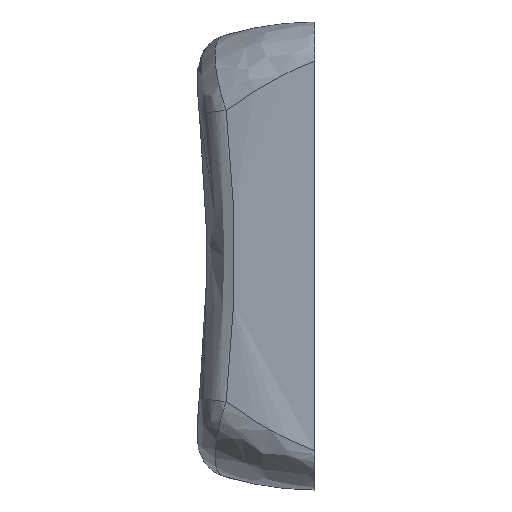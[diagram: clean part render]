
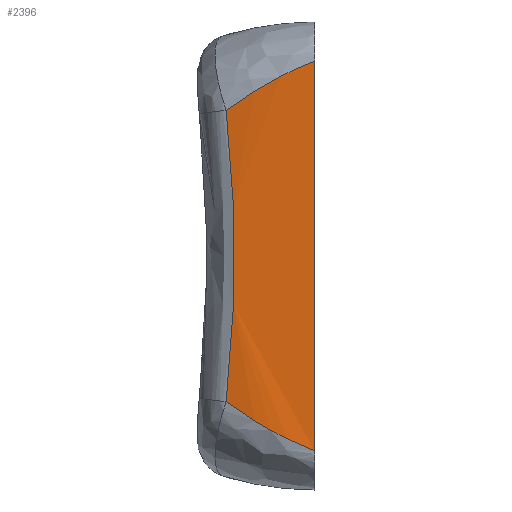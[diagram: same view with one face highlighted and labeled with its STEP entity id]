
A CAD part, left-side view. The second image highlights one B-rep face of the part: STEP entity #2396.
In plain terms, the highlighted free-form (B-spline) face has degree [1, 2] with [2, 3] control points.
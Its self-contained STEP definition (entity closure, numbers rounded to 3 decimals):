
#16=(
BOUNDED_SURFACE()
B_SPLINE_SURFACE(1,2,((#4388,#4389,#4390),(#4391,#4392,#4393)),
 .UNSPECIFIED.,.F.,.F.,.F.)
B_SPLINE_SURFACE_WITH_KNOTS((2,2),(3,3),(-0.239,0.239),
(-0.164,0.),.UNSPECIFIED.)
GEOMETRIC_REPRESENTATION_ITEM()
RATIONAL_B_SPLINE_SURFACE(((1.,0.997,1.),(1.,0.997,
1.)))
REPRESENTATION_ITEM('')
SURFACE()
);
#258=FACE_OUTER_BOUND('',#389,.T.);
#389=EDGE_LOOP('',(#2141,#2142,#2143,#2144,#2145,#2146));
#638=LINE('',#4405,#866);
#866=VECTOR('',#2990,10.);
#944=B_SPLINE_CURVE_WITH_KNOTS('',3,(#4361,#4362,#4363,#4364),
 .UNSPECIFIED.,.F.,.F.,(4,4),(0.,0.256),
 .UNSPECIFIED.);
#945=B_SPLINE_CURVE_WITH_KNOTS('',3,(#4366,#4367,#4368,#4369),
 .UNSPECIFIED.,.F.,.F.,(4,4),(0.256,0.385),
 .UNSPECIFIED.);
#948=B_SPLINE_CURVE_WITH_KNOTS('',3,(#4396,#4397,#4398,#4399),
 .UNSPECIFIED.,.F.,.F.,(4,4),(0.033,0.162),
 .UNSPECIFIED.);
#949=B_SPLINE_CURVE_WITH_KNOTS('',3,(#4400,#4401,#4402,#4403),
 .UNSPECIFIED.,.F.,.F.,(4,4),(-1.116,0.),.UNSPECIFIED.);
#950=B_SPLINE_CURVE_WITH_KNOTS('',3,(#4406,#4407,#4408,#4409),
 .UNSPECIFIED.,.F.,.F.,(4,4),(0.162,0.418),
 .UNSPECIFIED.);
#1186=VERTEX_POINT('',#4352);
#1187=VERTEX_POINT('',#4360);
#1188=VERTEX_POINT('',#4365);
#1190=VERTEX_POINT('',#4394);
#1191=VERTEX_POINT('',#4395);
#1192=VERTEX_POINT('',#4404);
#1517=EDGE_CURVE('',#1186,#1187,#944,.T.);
#1518=EDGE_CURVE('',#1187,#1188,#945,.T.);
#1521=EDGE_CURVE('',#1190,#1191,#948,.T.);
#1522=EDGE_CURVE('',#1188,#1190,#949,.T.);
#1523=EDGE_CURVE('',#1192,#1186,#638,.T.);
#1524=EDGE_CURVE('',#1191,#1192,#950,.T.);
#2141=ORIENTED_EDGE('',*,*,#1521,.F.);
#2142=ORIENTED_EDGE('',*,*,#1522,.F.);
#2143=ORIENTED_EDGE('',*,*,#1518,.F.);
#2144=ORIENTED_EDGE('',*,*,#1517,.F.);
#2145=ORIENTED_EDGE('',*,*,#1523,.F.);
#2146=ORIENTED_EDGE('',*,*,#1524,.F.);
#2396=ADVANCED_FACE('',(#258),#16,.F.);
#2990=DIRECTION('',(0.,0.,-1.));
#4352=CARTESIAN_POINT('',(-13.425,3.5,-7.45));
#4360=CARTESIAN_POINT('',(-13.233,5.8,-6.305));
#4361=CARTESIAN_POINT('Ctrl Pts',(-13.425,3.5,-7.45));
#4362=CARTESIAN_POINT('Ctrl Pts',(-13.425,4.291,-7.144));
#4363=CARTESIAN_POINT('Ctrl Pts',(-13.355,5.065,-6.758));
#4364=CARTESIAN_POINT('Ctrl Pts',(-13.233,5.8,-6.305));
#4365=CARTESIAN_POINT('',(-13.009,6.882,-5.571));
#4366=CARTESIAN_POINT('Ctrl Pts',(-13.233,5.8,-6.305));
#4367=CARTESIAN_POINT('Ctrl Pts',(-13.171,6.171,-6.077));
#4368=CARTESIAN_POINT('Ctrl Pts',(-13.095,6.533,-5.832));
#4369=CARTESIAN_POINT('Ctrl Pts',(-13.009,6.882,-5.571));
#4388=CARTESIAN_POINT('Ctrl Pts',(-13.009,6.882,-7.45));
#4389=CARTESIAN_POINT('Ctrl Pts',(-13.425,5.202,-7.45));
#4390=CARTESIAN_POINT('Ctrl Pts',(-13.425,3.5,-7.45));
#4391=CARTESIAN_POINT('Ctrl Pts',(-13.009,6.882,7.45));
#4392=CARTESIAN_POINT('Ctrl Pts',(-13.425,5.202,7.45));
#4393=CARTESIAN_POINT('Ctrl Pts',(-13.425,3.5,7.45));
#4394=CARTESIAN_POINT('',(-13.009,6.882,5.571));
#4395=CARTESIAN_POINT('',(-13.233,5.8,6.305));
#4396=CARTESIAN_POINT('Ctrl Pts',(-13.009,6.882,5.571));
#4397=CARTESIAN_POINT('Ctrl Pts',(-13.095,6.533,5.831));
#4398=CARTESIAN_POINT('Ctrl Pts',(-13.171,6.171,6.077));
#4399=CARTESIAN_POINT('Ctrl Pts',(-13.233,5.8,6.305));
#4400=CARTESIAN_POINT('Ctrl Pts',(-13.009,6.882,-5.571));
#4401=CARTESIAN_POINT('Ctrl Pts',(-13.114,6.456,-1.872));
#4402=CARTESIAN_POINT('Ctrl Pts',(-13.114,6.456,1.872));
#4403=CARTESIAN_POINT('Ctrl Pts',(-13.009,6.882,5.571));
#4404=CARTESIAN_POINT('',(-13.425,3.5,7.45));
#4405=CARTESIAN_POINT('',(-13.425,3.5,0.));
#4406=CARTESIAN_POINT('Ctrl Pts',(-13.233,5.8,6.305));
#4407=CARTESIAN_POINT('Ctrl Pts',(-13.355,5.065,6.758));
#4408=CARTESIAN_POINT('Ctrl Pts',(-13.425,4.291,7.144));
#4409=CARTESIAN_POINT('Ctrl Pts',(-13.425,3.5,7.45));
